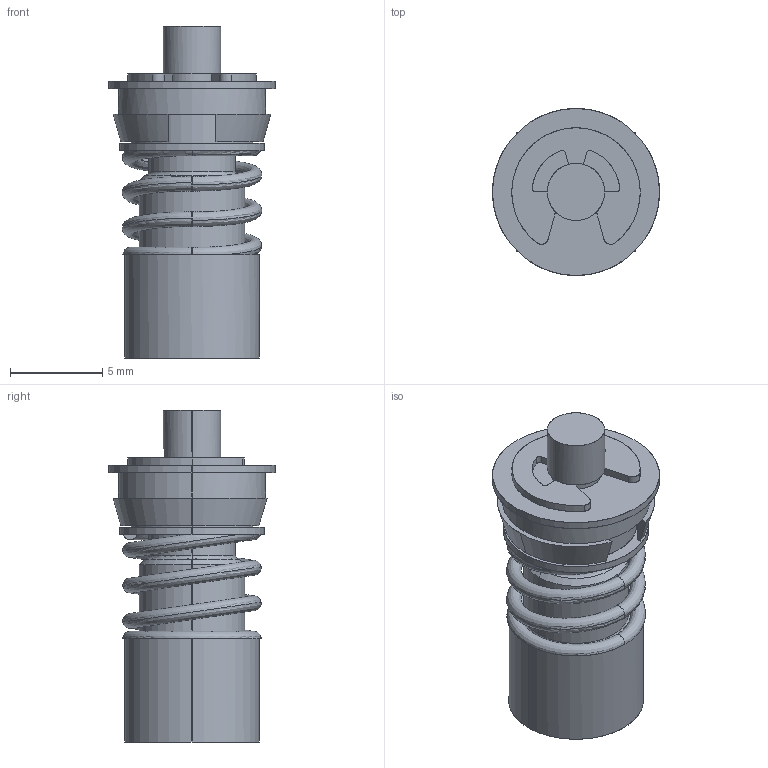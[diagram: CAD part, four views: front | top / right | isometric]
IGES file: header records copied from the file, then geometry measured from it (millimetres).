
Start section: SolidWorks IGES file using analytic representation for surfaces
Global section: file name: R128.294.700B.IGS; native system: SolidWorks 2011; preprocessor: SolidWorks 2011; author: RAYMOND_G; date: 140311.090838; units: millimetre
Bounding box: 9.05 x 9.05 x 18 mm (x, y, z)
Surface area: 917.3 mm2 (no closed solid volume)
Topology: 0 solids, 0 shells, 330 faces, 3414 edges, 3389 vertices
Faces by surface type: bspline 178, revolution 152
